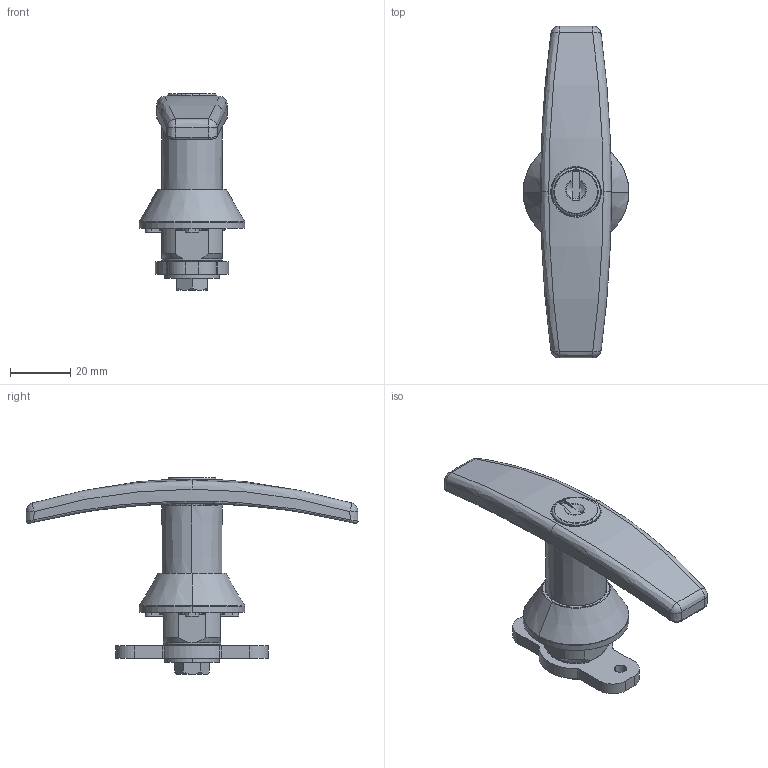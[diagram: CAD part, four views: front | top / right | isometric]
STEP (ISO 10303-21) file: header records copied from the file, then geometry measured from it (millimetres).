
FILE_DESCRIPTION((''),'2;1');
FILE_NAME('CTS_1078_ASM','2022-02-03T14:34:03',('SNRD'),(''),'CREO PARAMETRIC BY PTC INC, 2018500','CREO PARAMETRIC BY PTC INC, 2018500','');
FILE_SCHEMA(('CONFIG_CONTROL_DESIGN'));
Length unit declared in the file: millimetre
Products named in the file (9): 228000; 247011; 127001; 219009; 129267; 239003; 285004; 166102; CTS_1078_ASM
Assembly tree (8 placements, depth 2):
  CTS_1078_ASM
    228000
    247011
    127001
    219009
    129267
    239003
    285004
    166102
Bounding box: 35 x 109.97 x 65.15 mm (x, y, z)
Volume: 36793.8 mm3; surface area: 20395.6 mm2
Topology: 8 solids, 8 shells, 368 faces, 913 edges, 564 vertices
Faces by surface type: plane 119, bspline 102, cylinder 73, cone 32, torus 29, sphere 8, extrusion 5
Entity records: 15985 total; most frequent: CARTESIAN_POINT 7661, ORIENTED_EDGE 1826, DIRECTION 1569, EDGE_CURVE 913, AXIS2_PLACEMENT_3D 622, VERTEX_POINT 564, EDGE_LOOP 383, FACE_OUTER_BOUND 368
